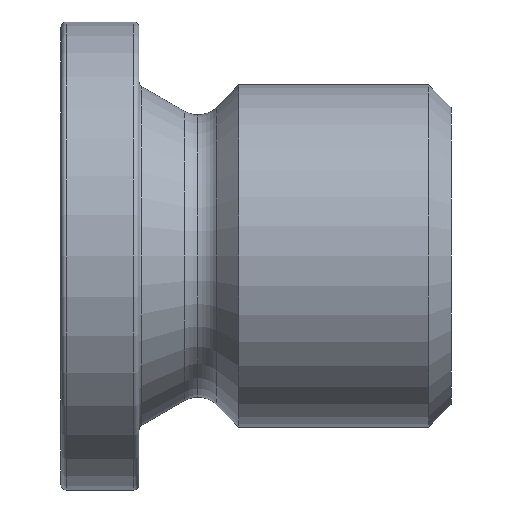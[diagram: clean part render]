
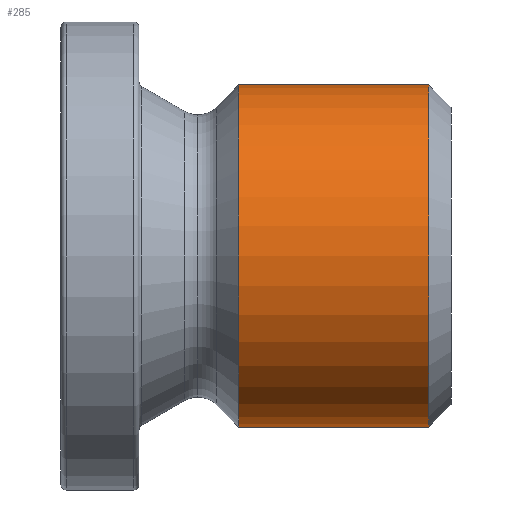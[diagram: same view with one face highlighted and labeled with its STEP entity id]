
A CAD part, front view. The second image highlights one B-rep face of the part: STEP entity #285.
In plain terms, the highlighted cylindrical face has radius 6.58 mm (diameter 13.16 mm), a partial arc.
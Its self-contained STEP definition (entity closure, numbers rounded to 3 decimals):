
#118 = VERTEX_POINT ( 'NONE', #13303 ) ;
#285 = ADVANCED_FACE ( 'NONE', ( #11567 ), #10846, .T. ) ;
#383 = LINE ( 'NONE', #8655, #5989 ) ;
#929 = DIRECTION ( 'NONE',  ( -1., 0., 0. ) ) ;
#1465 = ORIENTED_EDGE ( 'NONE', *, *, #11354, .F. ) ;
#1630 = AXIS2_PLACEMENT_3D ( 'NONE', #2094, #929, #13158 ) ;
#1983 = DIRECTION ( 'NONE',  ( -1., 0., 0. ) ) ;
#2094 = CARTESIAN_POINT ( 'NONE',  ( 11.14, 0., 0. ) ) ;
#2136 = AXIS2_PLACEMENT_3D ( 'NONE', #5843, #3638, #7067 ) ;
#2438 = DIRECTION ( 'NONE',  ( 0., 0., 1. ) ) ;
#2691 = CIRCLE ( 'NONE', #2813, 6.58 ) ;
#2813 = AXIS2_PLACEMENT_3D ( 'NONE', #9136, #11395, #2438 ) ;
#3638 = DIRECTION ( 'NONE',  ( -1., 0., 0. ) ) ;
#3954 = EDGE_CURVE ( 'NONE', #7975, #12813, #4780, .T. ) ;
#4780 = CIRCLE ( 'NONE', #1630, 6.58 ) ;
#5394 = VECTOR ( 'NONE', #11973, 1000. ) ;
#5843 = CARTESIAN_POINT ( 'NONE',  ( -23.608, 0., 0. ) ) ;
#5989 = VECTOR ( 'NONE', #1983, 1000. ) ;
#7012 = ORIENTED_EDGE ( 'NONE', *, *, #11977, .T. ) ;
#7067 = DIRECTION ( 'NONE',  ( 0., 0., 1. ) ) ;
#7424 = ORIENTED_EDGE ( 'NONE', *, *, #9046, .F. ) ;
#7449 = EDGE_LOOP ( 'NONE', ( #7424, #11794, #7012, #1465 ) ) ;
#7975 = VERTEX_POINT ( 'NONE', #11344 ) ;
#8537 = CARTESIAN_POINT ( 'NONE',  ( -23.608, 0., -6.58 ) ) ;
#8655 = CARTESIAN_POINT ( 'NONE',  ( -23.608, 0., 6.58 ) ) ;
#9046 = EDGE_CURVE ( 'NONE', #7975, #118, #9224, .T. ) ;
#9136 = CARTESIAN_POINT ( 'NONE',  ( 3.832, 0., 0. ) ) ;
#9224 = LINE ( 'NONE', #8537, #5394 ) ;
#10458 = CARTESIAN_POINT ( 'NONE',  ( 3.832, 0., 6.58 ) ) ;
#10846 = CYLINDRICAL_SURFACE ( 'NONE', #2136, 6.58 ) ;
#11344 = CARTESIAN_POINT ( 'NONE',  ( 11.14, 0., -6.58 ) ) ;
#11354 = EDGE_CURVE ( 'NONE', #118, #13204, #2691, .T. ) ;
#11395 = DIRECTION ( 'NONE',  ( -1., 0., 0. ) ) ;
#11567 = FACE_OUTER_BOUND ( 'NONE', #7449, .T. ) ;
#11794 = ORIENTED_EDGE ( 'NONE', *, *, #3954, .T. ) ;
#11973 = DIRECTION ( 'NONE',  ( -1., 0., 0. ) ) ;
#11977 = EDGE_CURVE ( 'NONE', #12813, #13204, #383, .T. ) ;
#12813 = VERTEX_POINT ( 'NONE', #13912 ) ;
#13158 = DIRECTION ( 'NONE',  ( 0., 0., 1. ) ) ;
#13204 = VERTEX_POINT ( 'NONE', #10458 ) ;
#13303 = CARTESIAN_POINT ( 'NONE',  ( 3.832, 0., -6.58 ) ) ;
#13912 = CARTESIAN_POINT ( 'NONE',  ( 11.14, 0., 6.58 ) ) ;
